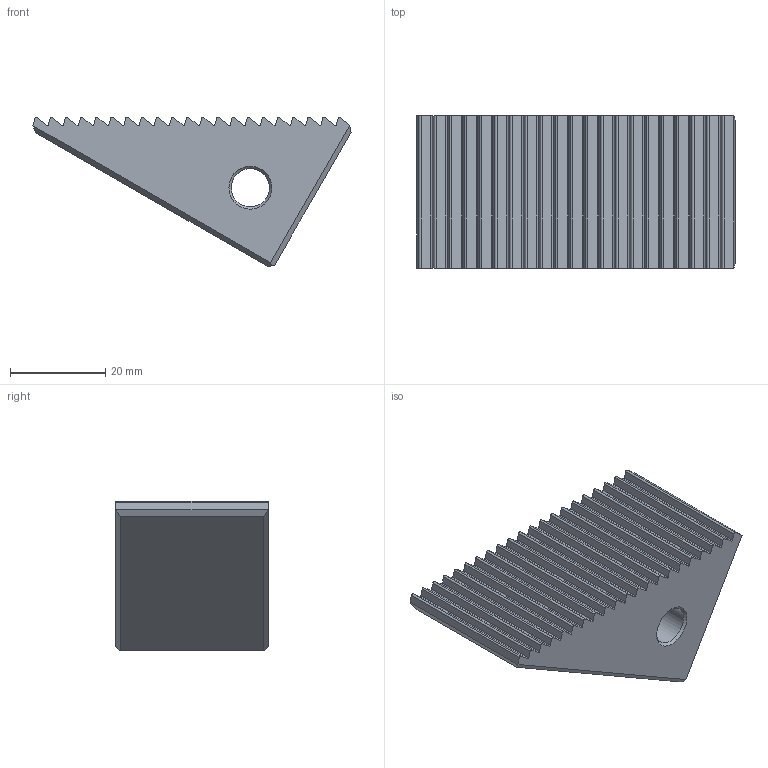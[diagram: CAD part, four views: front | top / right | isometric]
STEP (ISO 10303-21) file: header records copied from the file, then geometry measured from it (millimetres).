
FILE_DESCRIPTION( ( 'Unknown' ), '1' );
FILE_NAME( 'SU25-32059.stp', 'Unknown', ( 'Unknown' ), ( 'Unknown' ), 'XStep 1.0', 'Unknown', ' ' );
FILE_SCHEMA( ( 'CONFIG_CONTROL_DESIGN' ) );
Length unit declared in the file: millimetre
Products named in the file (1): 1
Bounding box: 66.66 x 32 x 31.37 mm (x, y, z)
Volume: 33606.4 mm3; surface area: 9157.3 mm2
Topology: 1 solids, 1 shells, 97 faces, 283 edges, 188 vertices
Faces by surface type: plane 53, cylinder 42, cone 2
Full cylindrical faces by diameter (mm): 8 x1
Entity records: 3260 total; most frequent: CARTESIAN_POINT 566, DIRECTION 562, ORIENTED_EDGE 560, EDGE_CURVE 280, LINE 194, VECTOR 194, VERTEX_POINT 188, AXIS2_PLACEMENT_3D 184
